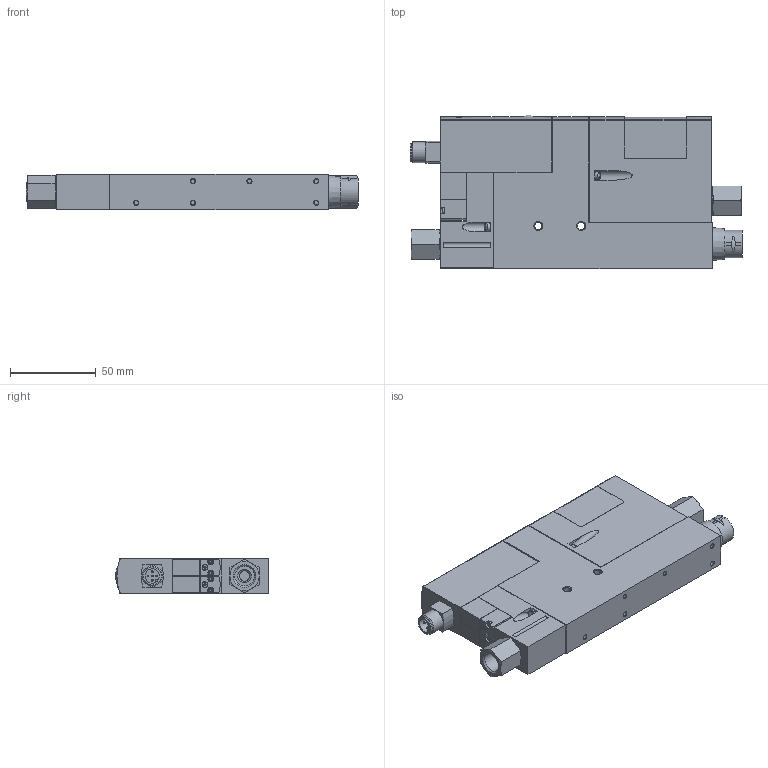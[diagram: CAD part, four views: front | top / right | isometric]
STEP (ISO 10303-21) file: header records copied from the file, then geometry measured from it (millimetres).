
FILE_DESCRIPTION(/* description */ ('STEP AP214'),/* implementation_level */ '2;1');
FILE_NAME(/* name */ '540028_OVEM-14-H-B-GO-CE-N-1P',/* time_stamp */ '2024-09-10T05:10:09+02:00',/* author */ ('License CC BY-ND 4.0'),/* organization */ ('CADENAS'),/* preprocessor_version */ 'ST-DEVELOPER v19.3',/* originating_system */ 'PARTsolutions',/* authorisation */ ' ');
FILE_SCHEMA (('AUTOMOTIVE_DESIGN {1 0 10303 214 3 1 1}'));
Length unit declared in the file: millimetre
Products named in the file (4): 540028 OVEM-14-H-B-GO-CE-N-1P; 540028 OVEM-14-H-B-GO-CE-N-1P_(GO_1P_CE_3)---(b); 711699 G1/4-I-14; 704146 07/10/14-SD
Assembly tree (4 placements, depth 2):
  540028 OVEM-14-H-B-GO-CE-N-1P
    540028 OVEM-14-H-B-GO-CE-N-1P_(GO_1P_CE_3)---(b)
    711699 G1/4-I-14  x2
    704146 07/10/14-SD
Bounding box: 193.6 x 89.68 x 20.5 mm (x, y, z)
Volume: 279061.2 mm3; surface area: 55448.4 mm2
Topology: 4 solids, 4 shells, 562 faces, 1390 edges, 905 vertices
Faces by surface type: cylinder 256, plane 237, cone 59, torus 6, sphere 4
Full cylindrical faces by diameter (mm): 1 x5, 2.459 x6, 3.1 x2, 3.3 x2, 4.3 x2, 4.5 x4, 5.6 x1, 6 x2, 6.5 x2, 6.6 x1, 8 x2, 8.3 x1, 8.5 x1, 8.6 x2, 9.5 x1, 10.2 x2, 10.6 x1, 10.8 x4, 11 x2, 11.445 x2, 12 x5, 12.1 x2, 13.7 x2, 14 x2, 14.3 x1, 14.6 x1, 14.95 x1, 16.662 x1
Entity records: 18549 total; most frequent: CARTESIAN_POINT 2806, DIRECTION 2754, ORIENTED_EDGE 2428, EDGE_CURVE 1214, AXIS2_PLACEMENT_3D 1067, VERTEX_POINT 848, EDGE_LOOP 678, FACE_BOUND 678
